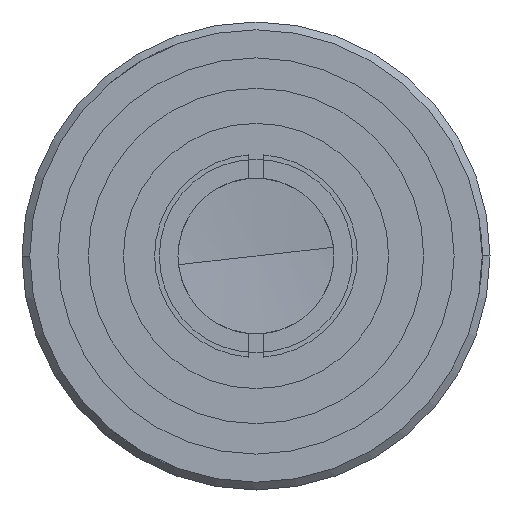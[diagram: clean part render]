
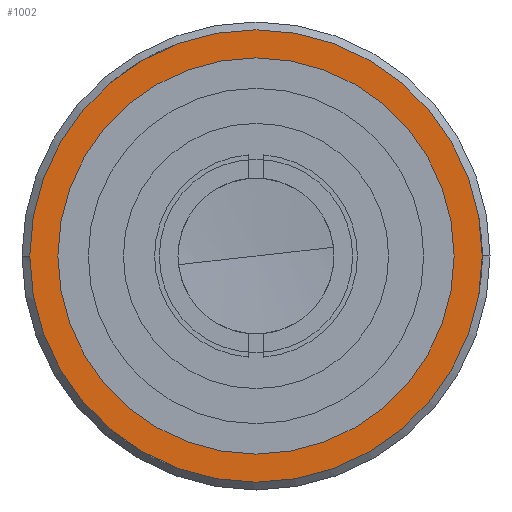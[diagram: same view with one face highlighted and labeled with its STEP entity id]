
A CAD part, front view. The second image highlights one B-rep face of the part: STEP entity #1002.
In plain terms, the highlighted planar face has unit normal (0, -1, 0).
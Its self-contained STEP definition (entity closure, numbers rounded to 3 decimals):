
#13 = CIRCLE ( 'NONE', #1510, 14.5 ) ;
#60 = CIRCLE ( 'NONE', #2361, 14.5 ) ;
#76 = DIRECTION ( 'NONE',  ( 0., 1., 0. ) ) ;
#102 = AXIS2_PLACEMENT_3D ( 'NONE', #932, #1037, #912 ) ;
#114 = CIRCLE ( 'NONE', #2001, 11.75 ) ;
#162 = EDGE_CURVE ( 'NONE', #2017, #237, #13, .T. ) ;
#237 = VERTEX_POINT ( 'NONE', #759 ) ;
#323 = EDGE_CURVE ( 'NONE', #1454, #2073, #114, .T. ) ;
#338 = EDGE_CURVE ( 'NONE', #2073, #1454, #375, .T. ) ;
#375 = CIRCLE ( 'NONE', #102, 11.75 ) ;
#505 = EDGE_CURVE ( 'NONE', #237, #2017, #60, .T. ) ;
#528 = CARTESIAN_POINT ( 'NONE',  ( 0., -117.24, 0. ) ) ;
#586 = DIRECTION ( 'NONE',  ( 0., 0., 1. ) ) ;
#636 = PLANE ( 'NONE',  #786 ) ;
#695 = DIRECTION ( 'NONE',  ( 0., 1., 0. ) ) ;
#759 = CARTESIAN_POINT ( 'NONE',  ( 0., -117.24, 14.5 ) ) ;
#779 = DIRECTION ( 'NONE',  ( 0., 0., 1. ) ) ;
#786 = AXIS2_PLACEMENT_3D ( 'NONE', #2268, #695, #586 ) ;
#826 = ORIENTED_EDGE ( 'NONE', *, *, #323, .T. ) ;
#842 = CARTESIAN_POINT ( 'NONE',  ( 0., -117.24, 11.75 ) ) ;
#899 = CARTESIAN_POINT ( 'NONE',  ( 0., -117.24, -11.75 ) ) ;
#912 = DIRECTION ( 'NONE',  ( 0., 0., 1. ) ) ;
#932 = CARTESIAN_POINT ( 'NONE',  ( 0., -117.24, 0. ) ) ;
#962 = ORIENTED_EDGE ( 'NONE', *, *, #338, .T. ) ;
#963 = CARTESIAN_POINT ( 'NONE',  ( 0., -117.24, 0. ) ) ;
#1002 = ADVANCED_FACE ( 'NONE', ( #1708, #1363 ), #636, .F. ) ;
#1012 = DIRECTION ( 'NONE',  ( 0., 0., 1. ) ) ;
#1035 = ORIENTED_EDGE ( 'NONE', *, *, #505, .F. ) ;
#1037 = DIRECTION ( 'NONE',  ( 0., 1., 0. ) ) ;
#1064 = DIRECTION ( 'NONE',  ( 0., 1., 0. ) ) ;
#1363 = FACE_BOUND ( 'NONE', #2002, .T. ) ;
#1391 = CARTESIAN_POINT ( 'NONE',  ( 0., -117.24, -14.5 ) ) ;
#1407 = ORIENTED_EDGE ( 'NONE', *, *, #162, .F. ) ;
#1454 = VERTEX_POINT ( 'NONE', #842 ) ;
#1510 = AXIS2_PLACEMENT_3D ( 'NONE', #1927, #2160, #2037 ) ;
#1689 = EDGE_LOOP ( 'NONE', ( #1035, #1407 ) ) ;
#1708 = FACE_OUTER_BOUND ( 'NONE', #1689, .T. ) ;
#1927 = CARTESIAN_POINT ( 'NONE',  ( 0., -117.24, 0. ) ) ;
#2001 = AXIS2_PLACEMENT_3D ( 'NONE', #963, #1064, #1012 ) ;
#2002 = EDGE_LOOP ( 'NONE', ( #826, #962 ) ) ;
#2017 = VERTEX_POINT ( 'NONE', #1391 ) ;
#2037 = DIRECTION ( 'NONE',  ( 0., 0., 1. ) ) ;
#2073 = VERTEX_POINT ( 'NONE', #899 ) ;
#2160 = DIRECTION ( 'NONE',  ( 0., 1., 0. ) ) ;
#2268 = CARTESIAN_POINT ( 'NONE',  ( 14.5, -117.24, 0. ) ) ;
#2361 = AXIS2_PLACEMENT_3D ( 'NONE', #528, #76, #779 ) ;
